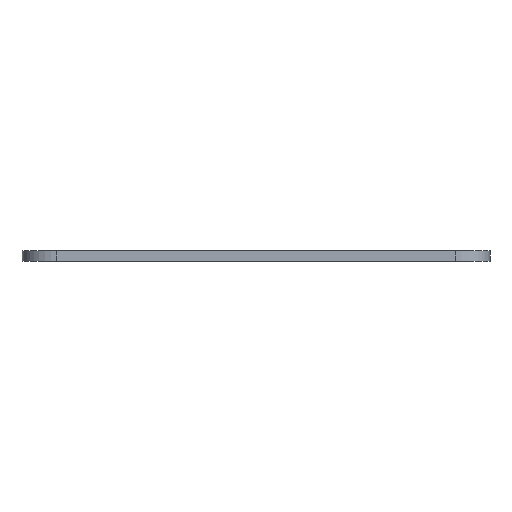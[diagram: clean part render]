
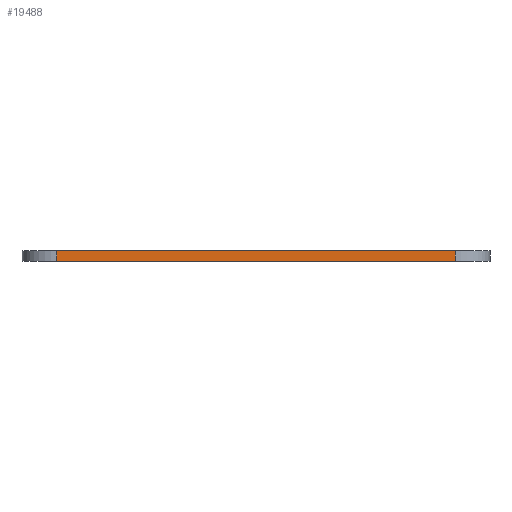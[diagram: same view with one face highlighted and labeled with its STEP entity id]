
A CAD part, front view. The second image highlights one B-rep face of the part: STEP entity #19488.
In plain terms, the highlighted planar face has unit normal (0, -1, 0).
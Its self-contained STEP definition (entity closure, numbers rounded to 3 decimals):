
#473=PLANE('',#19919);
#1480=FACE_OUTER_BOUND('',#2580,.T.);
#2580=EDGE_LOOP('',(#17628,#17629,#17630,#17631));
#4067=LINE('',#39358,#5608);
#4094=LINE('',#39482,#5635);
#4123=LINE('',#39590,#5664);
#4124=LINE('',#39592,#5665);
#5608=VECTOR('',#21988,10.);
#5635=VECTOR('',#22107,10.);
#5664=VECTOR('',#22194,10.);
#5665=VECTOR('',#22197,10.);
#8914=VERTEX_POINT('',#39355);
#8915=VERTEX_POINT('',#39357);
#8965=VERTEX_POINT('',#39479);
#8966=VERTEX_POINT('',#39481);
#11798=EDGE_CURVE('',#8914,#8915,#4067,.T.);
#11852=EDGE_CURVE('',#8965,#8966,#4094,.T.);
#11907=EDGE_CURVE('',#8966,#8914,#4123,.T.);
#11908=EDGE_CURVE('',#8915,#8965,#4124,.T.);
#17628=ORIENTED_EDGE('',*,*,#11907,.F.);
#17629=ORIENTED_EDGE('',*,*,#11852,.F.);
#17630=ORIENTED_EDGE('',*,*,#11908,.F.);
#17631=ORIENTED_EDGE('',*,*,#11798,.F.);
#19488=ADVANCED_FACE('',(#1480),#473,.T.);
#19919=AXIS2_PLACEMENT_3D('',#39591,#22195,#22196);
#21988=DIRECTION('',(1.,0.,0.));
#22107=DIRECTION('',(-1.,0.,0.));
#22194=DIRECTION('',(0.,0.,1.));
#22195=DIRECTION('center_axis',(0.,-1.,0.));
#22196=DIRECTION('ref_axis',(1.,0.,0.));
#22197=DIRECTION('',(0.,0.,-1.));
#39355=CARTESIAN_POINT('',(9.455,-88.735,1.5));
#39357=CARTESIAN_POINT('',(67.055,-88.735,1.5));
#39358=CARTESIAN_POINT('',(72.055,-88.735,1.5));
#39479=CARTESIAN_POINT('',(67.055,-88.735,0.));
#39481=CARTESIAN_POINT('',(9.455,-88.735,0.));
#39482=CARTESIAN_POINT('',(72.055,-88.735,0.));
#39590=CARTESIAN_POINT('',(9.455,-88.735,0.));
#39591=CARTESIAN_POINT('Origin',(4.455,-88.735,0.));
#39592=CARTESIAN_POINT('',(67.055,-88.735,0.));
